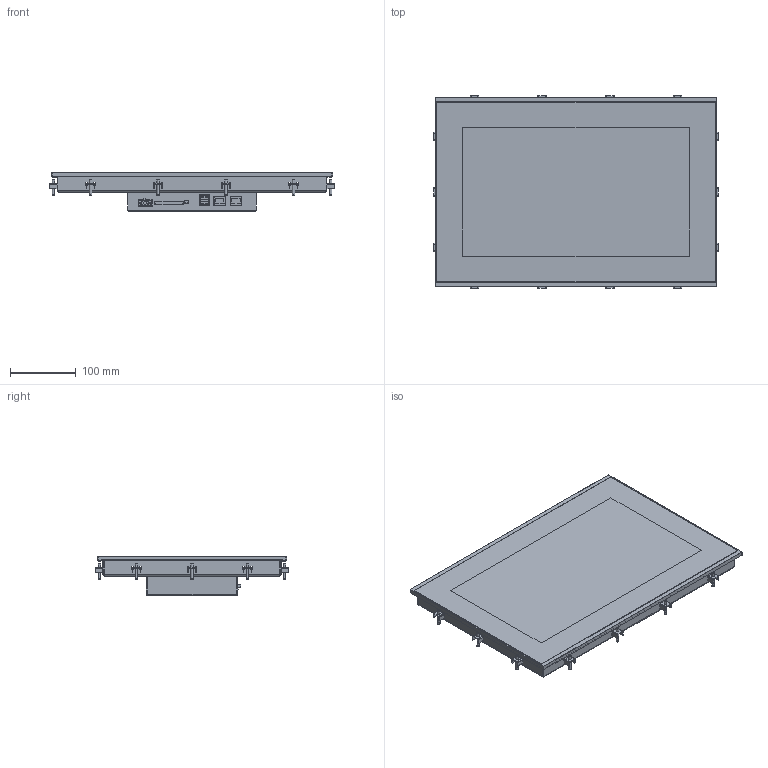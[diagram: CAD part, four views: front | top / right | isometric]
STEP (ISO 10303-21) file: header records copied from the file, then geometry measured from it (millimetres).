
FILE_DESCRIPTION(/* description */ (''),/* implementation_level */ '2;1');
FILE_NAME(/* name */ 'OT1215_reduziert.stp',/* time_stamp */ '2020-12-14T13:49:56+01:00',/* author */ ('lule'),/* organization */ (''),/* preprocessor_version */ 'ST-DEVELOPER v18.1',/* originating_system */ 'Autodesk Inventor 2021',/* authorisation */ '');
FILE_SCHEMA (('AUTOMOTIVE_DESIGN { 1 0 10303 214 3 1 1 }'));
Products named in the file (1): Bauteil6
Bounding box: 433.2 x 293.2 x 60.06 mm (x, y, z)
Volume: 1409692.4 mm3; surface area: 1112405.3 mm2
Topology: 29 solids, 29 shells, 1689 faces, 4347 edges, 2848 vertices
Faces by surface type: plane 1227, cylinder 222, bspline 190, cone 46, torus 4
Full cylindrical faces by diameter (mm): 1 x2, 2.5 x2, 3 x8, 4 x28, 4.2 x14, 6 x4
Entity records: 57360 total; most frequent: CARTESIAN_POINT 15012, ORIENTED_EDGE 8694, DIRECTION 7461, EDGE_CURVE 4347, LINE 3445, VECTOR 3445, VERTEX_POINT 2848, AXIS2_PLACEMENT_3D 2008
